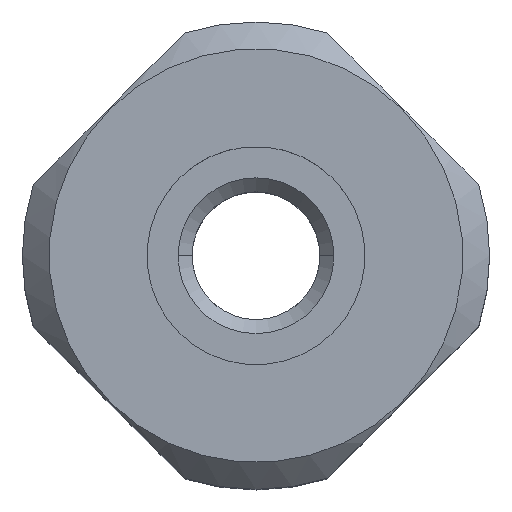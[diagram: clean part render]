
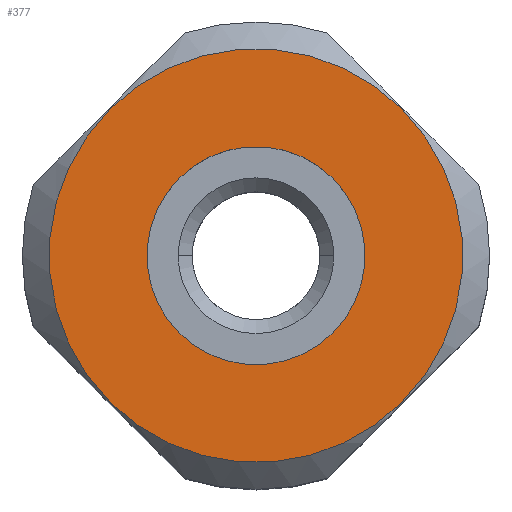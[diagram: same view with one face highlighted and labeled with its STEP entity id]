
A CAD part, top view. The second image highlights one B-rep face of the part: STEP entity #377.
In plain terms, the highlighted planar face has unit normal (0, 0, 1).
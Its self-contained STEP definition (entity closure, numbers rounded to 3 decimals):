
#311=EDGE_CURVE('',#741,#477,#818,.T.);
#333=EDGE_CURVE('',#735,#613,#842,.T.);
#377=ADVANCED_FACE('',(#895,#896),#897,.T.);
#459=EDGE_CURVE('',#477,#741,#983,.T.);
#477=VERTEX_POINT('',#1002);
#561=EDGE_CURVE('',#613,#735,#1098,.T.);
#613=VERTEX_POINT('',#1156);
#735=VERTEX_POINT('',#1290);
#741=VERTEX_POINT('',#1296);
#818=CIRCLE('',#1400,4.2);
#842=CIRCLE('',#1441,7.965);
#895=FACE_BOUND('',#1525,.T.);
#896=FACE_OUTER_BOUND('',#1526,.T.);
#897=PLANE('',#1527);
#983=CIRCLE('',#1641,4.2);
#1002=CARTESIAN_POINT('',(2.97,2.97,0.0));
#1098=CIRCLE('',#1834,7.965);
#1156=CARTESIAN_POINT('',(-5.632,-5.632,0.));
#1290=CARTESIAN_POINT('',(5.632,5.632,0.0));
#1296=CARTESIAN_POINT('',(-2.97,-2.97,0.));
#1400=AXIS2_PLACEMENT_3D('',#2209,#2210,#2211);
#1441=AXIS2_PLACEMENT_3D('',#2245,#2246,#2247);
#1525=EDGE_LOOP('',(#2333,#2334));
#1526=EDGE_LOOP('',(#2335,#2336));
#1527=AXIS2_PLACEMENT_3D('',#2337,#2338,#2339);
#1641=AXIS2_PLACEMENT_3D('',#2412,#2413,#2414);
#1834=AXIS2_PLACEMENT_3D('',#2534,#2535,#2536);
#2209=CARTESIAN_POINT('',(0.0,0.0,0.0));
#2210=DIRECTION('',(0.,0.,1.0));
#2211=DIRECTION('',(0.707,0.707,0.0));
#2245=CARTESIAN_POINT('',(0.0,0.0,0.0));
#2246=DIRECTION('',(0.,0.,1.0));
#2247=DIRECTION('',(0.707,0.707,0.0));
#2333=ORIENTED_EDGE('',*,*,#459,.F.);
#2334=ORIENTED_EDGE('',*,*,#311,.F.);
#2335=ORIENTED_EDGE('',*,*,#333,.T.);
#2336=ORIENTED_EDGE('',*,*,#561,.T.);
#2337=CARTESIAN_POINT('',(4.301,4.301,0.0));
#2338=DIRECTION('',(0.,0.,1.0));
#2339=DIRECTION('',(0.707,0.707,0.0));
#2412=CARTESIAN_POINT('',(0.0,0.0,0.0));
#2413=DIRECTION('',(0.,0.,1.0));
#2414=DIRECTION('',(0.707,0.707,0.0));
#2534=CARTESIAN_POINT('',(0.0,0.0,0.0));
#2535=DIRECTION('',(0.,0.,1.0));
#2536=DIRECTION('',(0.707,0.707,0.0));
